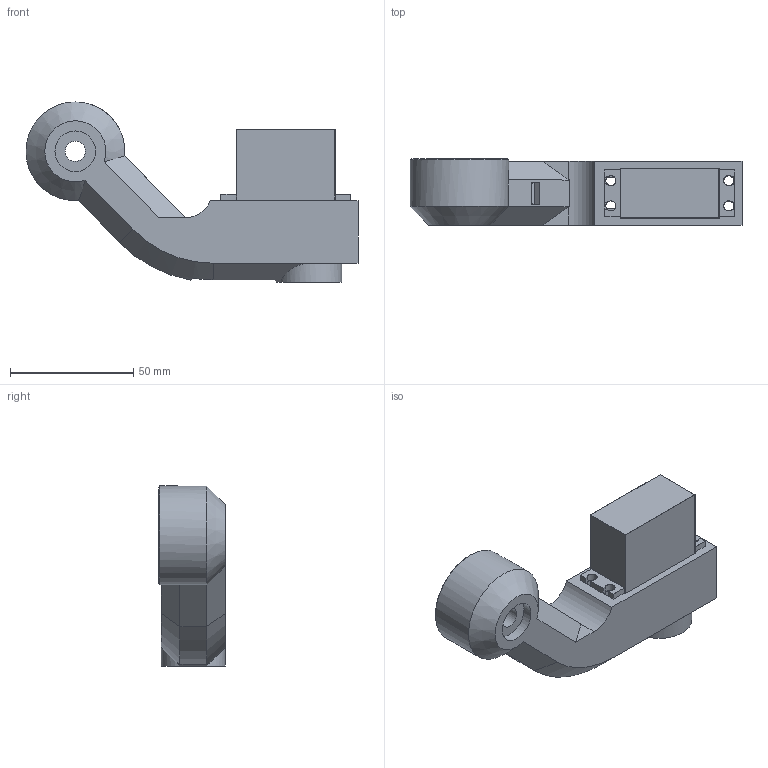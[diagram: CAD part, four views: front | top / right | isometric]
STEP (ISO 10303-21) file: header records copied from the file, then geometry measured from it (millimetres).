
FILE_DESCRIPTION(/* description */ (''),/* implementation_level */ '2;1');
FILE_NAME(/* name */ 'Back_arm.step',/* time_stamp */ '2024-07-02T21:06:02+02:00',/* author */ (''),/* organization */ (''),/* preprocessor_version */ 'ST-DEVELOPER v20',/* originating_system */ 'Autodesk Translation Framework v13.14.0.145',/* authorisation */ '');
FILE_SCHEMA (('AUTOMOTIVE_DESIGN { 1 0 10303 214 3 1 1 }'));
Length unit declared in the file: millimetre
Products named in the file (2): Back_arm; MG-996R
Assembly tree (1 placements, depth 2):
  Back_arm
    MG-996R
Bounding box: 134.6 x 27 x 73 mm (x, y, z)
Volume: 90771 mm3; surface area: 33609.6 mm2
Topology: 3 solids, 3 shells, 1013 faces, 2604 edges, 1599 vertices
Faces by surface type: plane 499, cylinder 210, bspline 193, torus 49, sphere 41, cone 21
Full cylindrical faces by diameter (mm): 2.8 x3, 4 x4, 8.111 x1, 8.2 x1, 10 x1, 16.5 x1, 20 x1, 40 x1
Entity records: 38706 total; most frequent: CARTESIAN_POINT 15142, ORIENTED_EDGE 5136, DIRECTION 4511, EDGE_CURVE 2568, VERTEX_POINT 1599, LINE 1521, VECTOR 1521, AXIS2_PLACEMENT_3D 1495
